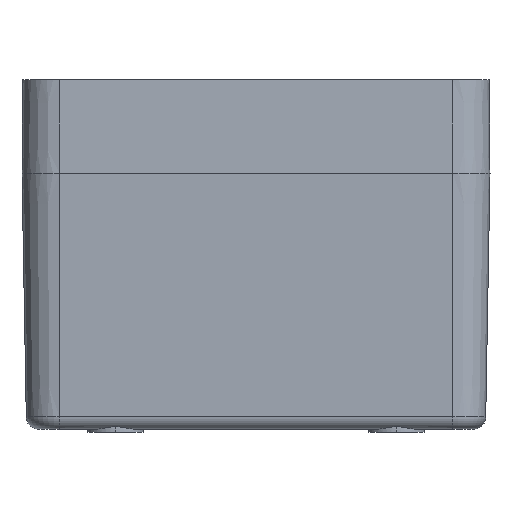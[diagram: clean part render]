
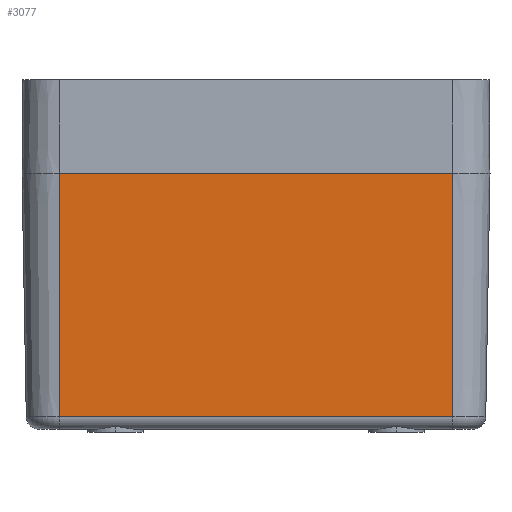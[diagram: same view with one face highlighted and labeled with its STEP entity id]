
A CAD part, left-side view. The second image highlights one B-rep face of the part: STEP entity #3077.
In plain terms, the highlighted planar face has unit normal (-1, 0, -0.018).
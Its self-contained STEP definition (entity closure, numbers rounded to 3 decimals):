
#3057=AXIS2_PLACEMENT_3D('Plane Axis2P3D',#3054,#3055,#3056) ;
#2320=CARTESIAN_POINT('Vertex',(0.,69.,41.5)) ;
#2323=CARTESIAN_POINT('Line Origine',(0.,37.5,41.5)) ;
#2327=CARTESIAN_POINT('Vertex',(0.,6.,41.5)) ;
#3035=CARTESIAN_POINT('Line Origine',(-8723.203,69.,499793.478)) ;
#3039=CARTESIAN_POINT('Vertex',(0.681,69.,2.465)) ;
#3054=CARTESIAN_POINT('Axis2P3D Location',(0.,37.5,41.5)) ;
#3059=CARTESIAN_POINT('Line Origine',(0.681,37.5,2.465)) ;
#3063=CARTESIAN_POINT('Vertex',(0.681,6.,2.465)) ;
#3066=CARTESIAN_POINT('Line Origine',(0.341,6.,21.983)) ;
#2324=DIRECTION('Vector Direction',(0.,1.,0.)) ;
#3036=DIRECTION('Vector Direction',(-0.017,0.,1.)) ;
#3055=DIRECTION('Axis2P3D Direction',(1.,0.,0.017)) ;
#3056=DIRECTION('Axis2P3D XDirection',(0.,1.,0.)) ;
#3060=DIRECTION('Vector Direction',(0.,1.,0.)) ;
#3067=DIRECTION('Vector Direction',(-0.017,0.,1.)) ;
#2325=VECTOR('Line Direction',#2324,1.) ;
#3037=VECTOR('Line Direction',#3036,1.) ;
#3061=VECTOR('Line Direction',#3060,1.) ;
#3068=VECTOR('Line Direction',#3067,1.) ;
#3072=ORIENTED_EDGE('',*,*,#3065,.F.) ;
#3073=ORIENTED_EDGE('',*,*,#3070,.F.) ;
#3074=ORIENTED_EDGE('',*,*,#2329,.F.) ;
#3075=ORIENTED_EDGE('',*,*,#3041,.T.) ;
#3077=ADVANCED_FACE('Body',(#3076),#3058,.F.) ;
#2329=EDGE_CURVE('',#2321,#2328,#2326,.F.) ;
#3041=EDGE_CURVE('',#2321,#3040,#3038,.F.) ;
#3065=EDGE_CURVE('',#3064,#3040,#3062,.T.) ;
#3070=EDGE_CURVE('',#2328,#3064,#3069,.F.) ;
#3071=EDGE_LOOP('',(#3072,#3073,#3074,#3075)) ;
#3076=FACE_OUTER_BOUND('',#3071,.T.) ;
#2326=LINE('Line',#2323,#2325) ;
#3038=LINE('Line',#3035,#3037) ;
#3062=LINE('Line',#3059,#3061) ;
#3069=LINE('Line',#3066,#3068) ;
#3058=PLANE('',#3057) ;
#2321=VERTEX_POINT('',#2320) ;
#2328=VERTEX_POINT('',#2327) ;
#3040=VERTEX_POINT('',#3039) ;
#3064=VERTEX_POINT('',#3063) ;
